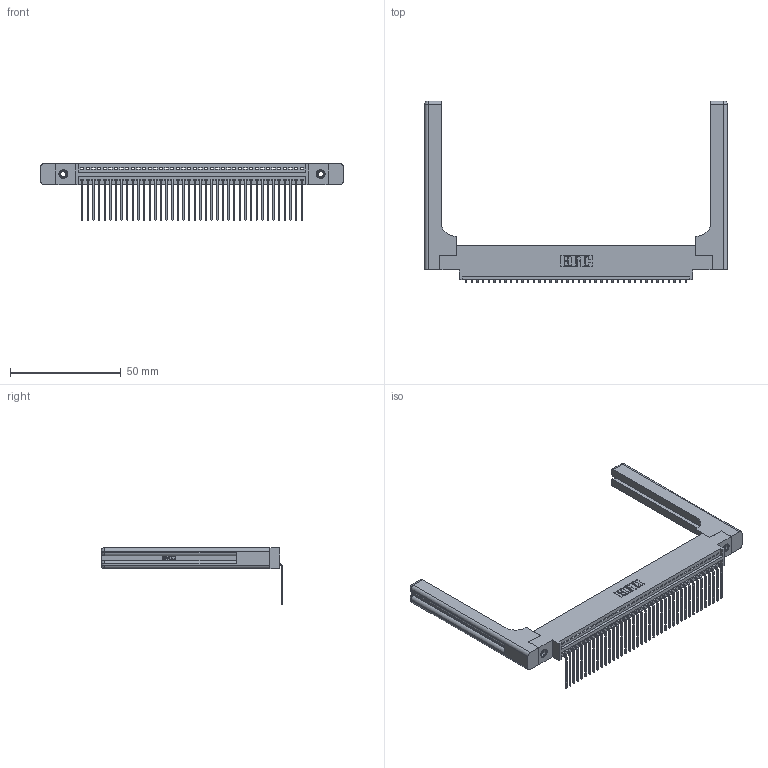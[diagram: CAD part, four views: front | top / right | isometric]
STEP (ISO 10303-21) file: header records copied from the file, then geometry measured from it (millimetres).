
FILE_DESCRIPTION (( 'STEP AP203' ), '1' );
FILE_NAME ('345-040-559-658.STEP', '2019-10-08T10:46:29', ( '' ), ( '' ), 'SwSTEP 2.0', 'SolidWorks 2016', '' );
FILE_SCHEMA (( 'CONFIG_CONTROL_DESIGN' ));
Length unit declared in the file: inch
Products named in the file (5): 345-250-001_345-250-001-102; 345-040-559-658; 345-220-058_345-220-058; 345 Part_0.170 Offset - 0.156 Dia-TH; 345-292-001_558 559 Tail - 1
Assembly tree (45 placements, depth 2):
  345-040-559-658
    345 Part_0.170 Offset - 0.156 Dia-TH
    345-292-001_558 559 Tail - 1  x40
    345-250-001_345-250-001-102  x2
    345-220-058_345-220-058  x2
Bounding box: 136.63 x 82.03 x 25.53 mm (x, y, z)
Volume: 21485.4 mm3; surface area: 23437.9 mm2
Topology: 45 solids, 45 shells, 2786 faces, 8299 edges, 5458 vertices
Faces by surface type: plane 1912, cylinder 814, bspline 36, cone 12, sphere 8, torus 4
Entity records: 35772 total; most frequent: CARTESIAN_POINT 7169, ORIENTED_EDGE 5940, DIRECTION 5210, EDGE_CURVE 2970, LINE 2586, VECTOR 2586, VERTEX_POINT 1970, AXIS2_PLACEMENT_3D 1312
